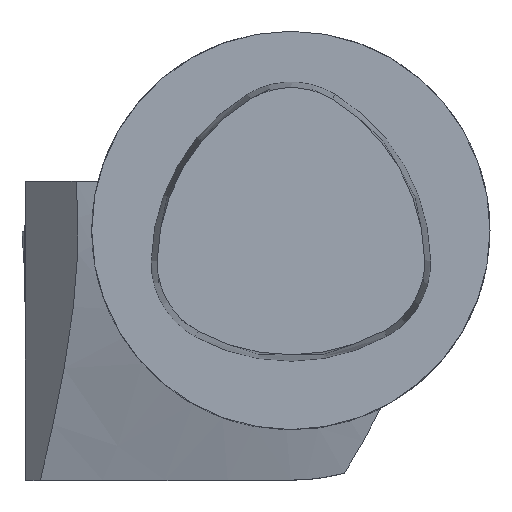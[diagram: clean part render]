
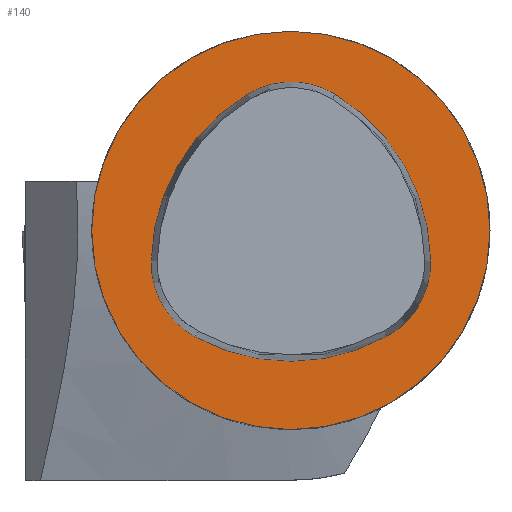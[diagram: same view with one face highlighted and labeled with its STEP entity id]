
A CAD part, top view. The second image highlights one B-rep face of the part: STEP entity #140.
In plain terms, the highlighted planar face has unit normal (0, 0, 1).
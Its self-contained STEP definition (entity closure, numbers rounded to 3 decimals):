
#72=CIRCLE('',#1616,20.);
#140=ADVANCED_FACE('',(#289),#220,.T.);
#220=PLANE('',#1645);
#289=FACE_OUTER_BOUND('',#378,.T.);
#378=EDGE_LOOP('',(#566));
#566=ORIENTED_EDGE('',*,*,#1059,.T.);
#913=VERTEX_POINT('',#2222);
#1059=EDGE_CURVE('',#913,#913,#72,.T.);
#1616=AXIS2_PLACEMENT_3D('',#2221,#1774,#1775);
#1645=AXIS2_PLACEMENT_3D('',#2389,#1876,#1877);
#1774=DIRECTION('',(0.,0.,1.));
#1775=DIRECTION('',(0.,1.,0.));
#1876=DIRECTION('',(0.,0.,1.));
#1877=DIRECTION('',(0.,1.,0.));
#2221=CARTESIAN_POINT('',(0.,0.,0.));
#2222=CARTESIAN_POINT('',(0.,20.,0.));
#2389=CARTESIAN_POINT('',(0.,0.,0.));
